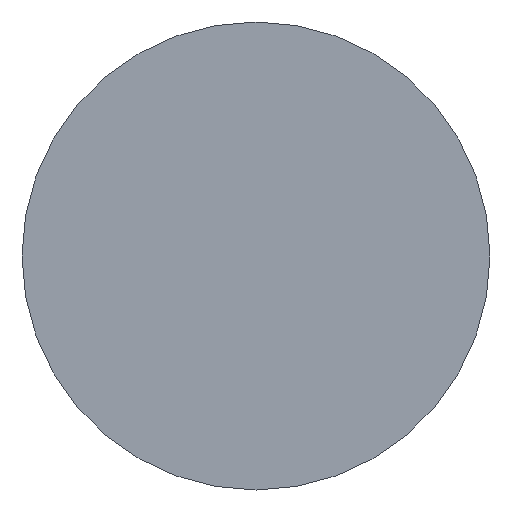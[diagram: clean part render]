
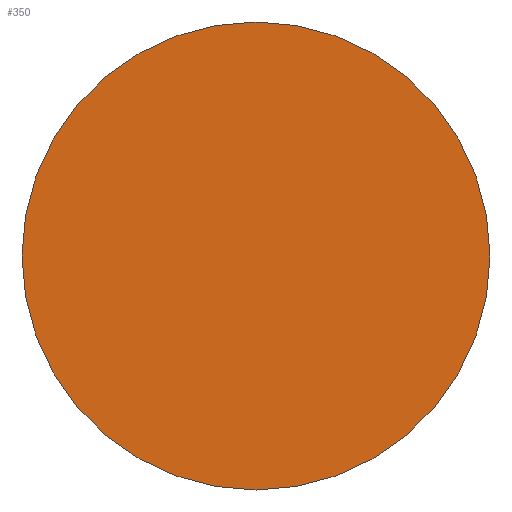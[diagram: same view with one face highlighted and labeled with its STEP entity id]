
A CAD part, front view. The second image highlights one B-rep face of the part: STEP entity #350.
In plain terms, the highlighted planar face has unit normal (0, -1, 0).
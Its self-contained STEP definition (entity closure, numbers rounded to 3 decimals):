
#61=FACE_OUTER_BOUND('',#81,.T.);
#81=EDGE_LOOP('',(#303,#304));
#121=CIRCLE('',#424,23.);
#122=CIRCLE('',#425,23.);
#159=VERTEX_POINT('',#651);
#160=VERTEX_POINT('',#652);
#207=EDGE_CURVE('',#159,#160,#121,.T.);
#208=EDGE_CURVE('',#160,#159,#122,.T.);
#303=ORIENTED_EDGE('',*,*,#207,.T.);
#304=ORIENTED_EDGE('',*,*,#208,.T.);
#316=PLANE('',#426);
#350=ADVANCED_FACE('',(#61),#316,.T.);
#424=AXIS2_PLACEMENT_3D('',#653,#542,#543);
#425=AXIS2_PLACEMENT_3D('',#654,#544,#545);
#426=AXIS2_PLACEMENT_3D('',#656,#547,#548);
#542=DIRECTION('center_axis',(0.,-1.,0.));
#543=DIRECTION('ref_axis',(-1.,0.,0.));
#544=DIRECTION('center_axis',(0.,-1.,0.));
#545=DIRECTION('ref_axis',(-1.,0.,0.));
#547=DIRECTION('center_axis',(0.,-1.,0.));
#548=DIRECTION('ref_axis',(0.,0.,-1.));
#651=CARTESIAN_POINT('',(-23.,0.,0.));
#652=CARTESIAN_POINT('',(23.,0.,0.));
#653=CARTESIAN_POINT('Origin',(0.,0.,
0.));
#654=CARTESIAN_POINT('Origin',(0.,0.,
0.));
#656=CARTESIAN_POINT('Origin',(-11.5,0.,0.));
